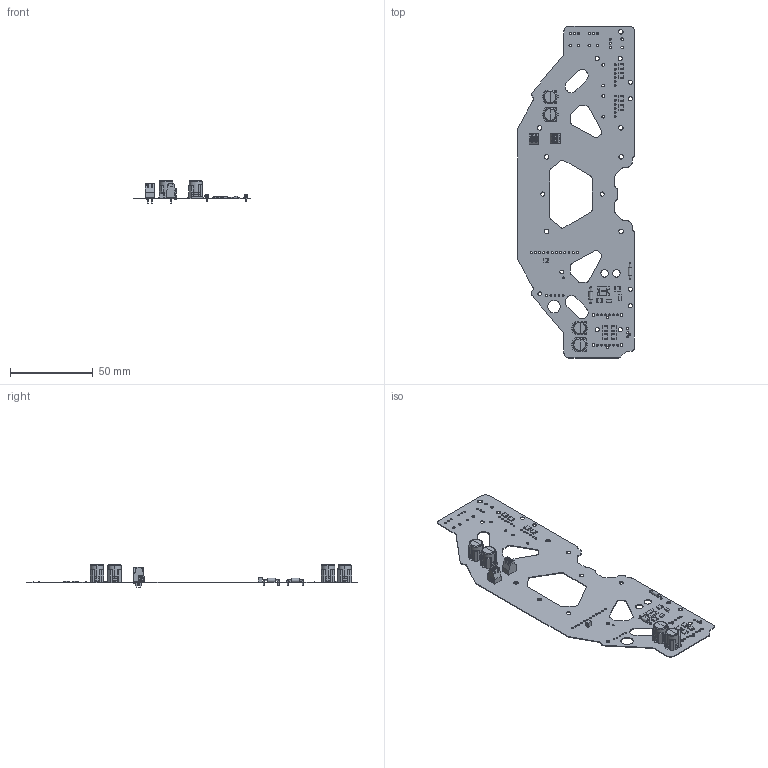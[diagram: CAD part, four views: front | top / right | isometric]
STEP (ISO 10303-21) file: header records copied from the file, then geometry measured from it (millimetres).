
FILE_DESCRIPTION(('Open CASCADE Model'),'2;1');
FILE_NAME('Open CASCADE Shape Model','2022-02-03T15:52:32',('Author'),( 'Open CASCADE'),'Open CASCADE STEP processor 6.8','Open CASCADE 6.8' ,'Unknown');
FILE_SCHEMA(('AUTOMOTIVE_DESIGN { 1 0 10303 214 1 1 1 1 }'));
Length unit declared in the file: millimetre
Products named in the file (71): PCB; Board; Open CASCADE STEP translator 6.8 1.1.1; C6; 6308320224; C5; +5VDC; 1725656; mpt_0.5-2-2.54; +15VDC; I2C_1; 6530276672; Extruded; I2C_2; AUX_RF_1; AUX_RF_2; Bottom_RF; C2; Cap_AVX_Corporation_1210ZC106KAT2A_eec; 1; 2; AVX_Logo_2; C3; C4; D1; 6530280752; Cylinder; 6530280512; 6530280272; Sphere; 6530280032; 6530279872; 6530279712; 6530279552; D2; DS1; 6530278832; DS2; 6530278672; F1 ...
Assembly tree (114 placements, depth 4):
  PCB
    Board
      Open CASCADE STEP translator 6.8 1.1.1
    C6
      6308320224
    C5
      6308320224
    +5VDC
      1725656
        mpt_0.5-2-2.54
    +15VDC
      1725656
        mpt_0.5-2-2.54
    I2C_1
      6530276672
        Extruded
    I2C_2
      6530276672
        Extruded
    AUX_RF_1
      6530276672
        Extruded
    AUX_RF_2
      6530276672
        Extruded
    Bottom_RF
      6530276672
        Extruded
    C2
      Cap_AVX_Corporation_1210ZC106KAT2A_eec
        1
        2
        AVX_Logo_2
    C3
      6308320224
    C4
      6308320224
    D1
      6530280752
        Cylinder
      6530280512
        Cylinder
      6530280272
        Sphere
      6530280032
        Cylinder
      6530279872
        Cylinder
      6530279712
        Sphere
      6530279552
        Cylinder
    D2
      6530280752
        Cylinder
      6530280512
        Cylinder
      6530280272
        Sphere
      6530280032
Bounding box: 70.5 x 200.5 x 13.5 mm (x, y, z)
Volume: 7461.8 mm3; surface area: 25093.7 mm2
Topology: 96 solids, 96 shells, 1584 faces, 3987 edges, 2600 vertices
Faces by surface type: plane 1085, cylinder 419, bspline 48, sphere 28, torus 4
Full cylindrical faces by diameter (mm): 0.864 x8, 1.02 x6, 1.1 x8, 1.15 x4, 1.2 x48, 1.3 x3, 1.6 x14, 2.18 x2, 2.36 x2, 2.5 x10, 2.75 x7, 4.5 x2, 7.5 x1
Entity records: 28890 total; most frequent: CARTESIAN_POINT 5090, DIRECTION 4290, ORIENTED_EDGE 3996, EDGE_CURVE 1998, AXIS2_PLACEMENT_3D 1496, VERTEX_POINT 1342, LINE 1298, VECTOR 1298
